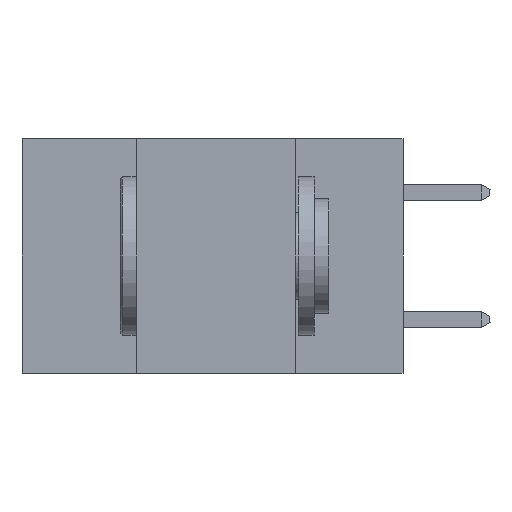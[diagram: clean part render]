
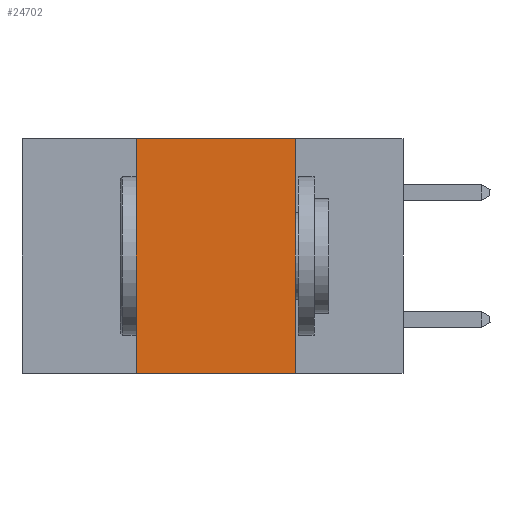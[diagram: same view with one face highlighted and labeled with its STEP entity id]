
A CAD part, left-side view. The second image highlights one B-rep face of the part: STEP entity #24702.
In plain terms, the highlighted planar face has unit normal (-1, 0, 0).
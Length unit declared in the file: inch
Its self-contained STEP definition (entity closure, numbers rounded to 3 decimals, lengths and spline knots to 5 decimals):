
#248 = EDGE_CURVE ( 'NONE', #3406, #29714, #2395, .T. ) ;
#2395 = LINE ( 'NONE', #26466, #8407 ) ;
#2503 = CARTESIAN_POINT ( 'NONE',  ( 0., 0.6, 0. ) ) ;
#3090 = CARTESIAN_POINT ( 'NONE',  ( 0., 0.42, 0. ) ) ;
#3406 = VERTEX_POINT ( 'NONE', #23078 ) ;
#3582 = EDGE_CURVE ( 'NONE', #37788, #3406, #33709, .T. ) ;
#4968 = DIRECTION ( 'NONE',  ( 0., 0., -1. ) ) ;
#5055 = CARTESIAN_POINT ( 'NONE',  ( 0., 0.6, 0. ) ) ;
#6125 = VERTEX_POINT ( 'NONE', #9844 ) ;
#6145 = ORIENTED_EDGE ( 'NONE', *, *, #7516, .T. ) ;
#7287 = ORIENTED_EDGE ( 'NONE', *, *, #3582, .F. ) ;
#7516 = EDGE_CURVE ( 'NONE', #6125, #29714, #28088, .T. ) ;
#7706 = EDGE_LOOP ( 'NONE', ( #10561, #7287, #32187, #6145 ) ) ;
#8407 = VECTOR ( 'NONE', #37469, 39.37008 ) ;
#8745 = VECTOR ( 'NONE', #11139, 39.37008 ) ;
#9844 = CARTESIAN_POINT ( 'NONE',  ( 0., 0.42, -0.37 ) ) ;
#10109 = FACE_OUTER_BOUND ( 'NONE', #7706, .T. ) ;
#10561 = ORIENTED_EDGE ( 'NONE', *, *, #248, .F. ) ;
#11139 = DIRECTION ( 'NONE',  ( 0., -1., 0. ) ) ;
#13754 = CARTESIAN_POINT ( 'NONE',  ( 0., 0.17, -0.37 ) ) ;
#14002 = LINE ( 'NONE', #15973, #33471 ) ;
#14217 = DIRECTION ( 'NONE',  ( 1., 0., 0. ) ) ;
#14502 = DIRECTION ( 'NONE',  ( 0., -1., 0. ) ) ;
#15973 = CARTESIAN_POINT ( 'NONE',  ( 0., 0.42, 0. ) ) ;
#20587 = VECTOR ( 'NONE', #14502, 39.37008 ) ;
#23078 = CARTESIAN_POINT ( 'NONE',  ( 0., 0.17, 0. ) ) ;
#24702 = ADVANCED_FACE ( 'NONE', ( #10109 ), #31730, .F. ) ;
#26466 = CARTESIAN_POINT ( 'NONE',  ( 0., 0.17, 0. ) ) ;
#27056 = AXIS2_PLACEMENT_3D ( 'NONE', #2503, #14217, #4968 ) ;
#28088 = LINE ( 'NONE', #32273, #20587 ) ;
#29714 = VERTEX_POINT ( 'NONE', #13754 ) ;
#30671 = DIRECTION ( 'NONE',  ( 0., 0., 1. ) ) ;
#31730 = PLANE ( 'NONE',  #27056 ) ;
#32187 = ORIENTED_EDGE ( 'NONE', *, *, #36258, .F. ) ;
#32273 = CARTESIAN_POINT ( 'NONE',  ( 0., 0.6, -0.37 ) ) ;
#33471 = VECTOR ( 'NONE', #30671, 39.37008 ) ;
#33709 = LINE ( 'NONE', #5055, #8745 ) ;
#36258 = EDGE_CURVE ( 'NONE', #6125, #37788, #14002, .T. ) ;
#37469 = DIRECTION ( 'NONE',  ( 0., 0., -1. ) ) ;
#37788 = VERTEX_POINT ( 'NONE', #3090 ) ;
